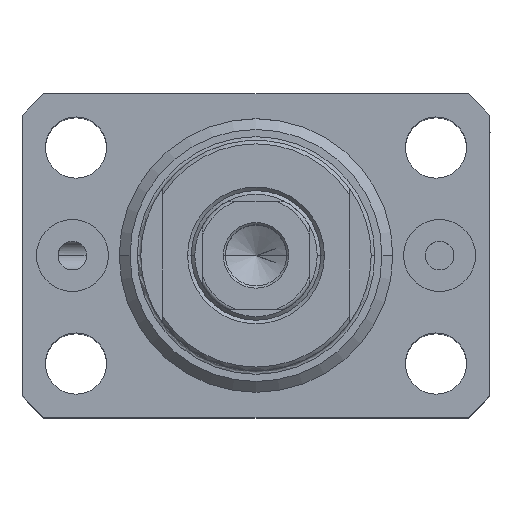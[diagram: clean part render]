
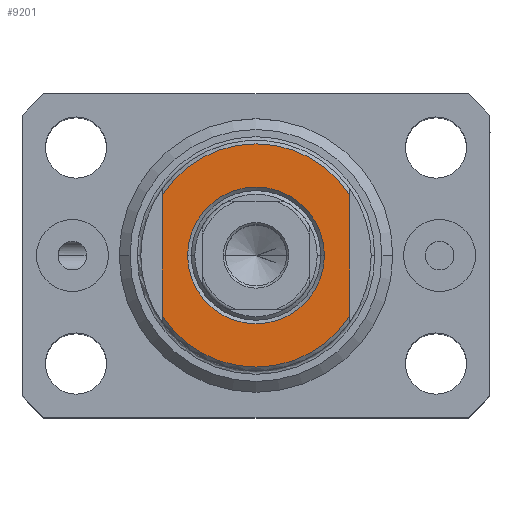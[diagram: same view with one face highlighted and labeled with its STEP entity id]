
A CAD part, top view. The second image highlights one B-rep face of the part: STEP entity #9201.
In plain terms, the highlighted face is planar.
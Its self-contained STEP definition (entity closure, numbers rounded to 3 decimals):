
#174 = VERTEX_POINT ( 'NONE', #3305 ) ;
#831 = DIRECTION ( 'NONE',  ( 0., 0., 1. ) ) ;
#2632 = ORIENTED_EDGE ( 'NONE', *, *, #34197, .T. ) ;
#2670 = EDGE_LOOP ( 'NONE', ( #8312, #30725 ) ) ;
#2737 = EDGE_CURVE ( 'NONE', #10346, #29220, #25489, .T. ) ;
#3305 = CARTESIAN_POINT ( 'NONE',  ( -13., -8.441, -6.5 ) ) ;
#4079 = CARTESIAN_POINT ( 'NONE',  ( 9.5, 0., -6.5 ) ) ;
#4558 = AXIS2_PLACEMENT_3D ( 'NONE', #36919, #43863, #19829 ) ;
#5674 = CARTESIAN_POINT ( 'NONE',  ( 13., -8.441, -6.5 ) ) ;
#8312 = ORIENTED_EDGE ( 'NONE', *, *, #33246, .T. ) ;
#8423 = CIRCLE ( 'NONE', #44263, 9.5 ) ;
#9201 = ADVANCED_FACE ( 'NONE', ( #35223, #30972 ), #24466, .T. ) ;
#9722 = ORIENTED_EDGE ( 'NONE', *, *, #28414, .F. ) ;
#9777 = CARTESIAN_POINT ( 'NONE',  ( 0., 0., -6.5 ) ) ;
#10346 = VERTEX_POINT ( 'NONE', #14715 ) ;
#11436 = DIRECTION ( 'NONE',  ( -1., 0., 0. ) ) ;
#11732 = CIRCLE ( 'NONE', #4558, 9.5 ) ;
#13571 = DIRECTION ( 'NONE',  ( -1., 0., 0. ) ) ;
#14715 = CARTESIAN_POINT ( 'NONE',  ( -13., 8.441, -6.5 ) ) ;
#14791 = CARTESIAN_POINT ( 'NONE',  ( 0., 0., -6.5 ) ) ;
#15904 = ORIENTED_EDGE ( 'NONE', *, *, #2737, .T. ) ;
#16609 = LINE ( 'NONE', #44255, #39624 ) ;
#19829 = DIRECTION ( 'NONE',  ( -1., 0., 0. ) ) ;
#19988 = CARTESIAN_POINT ( 'NONE',  ( 0., 0., -6.5 ) ) ;
#21513 = CARTESIAN_POINT ( 'NONE',  ( 0., 0., -6.5 ) ) ;
#21625 = EDGE_LOOP ( 'NONE', ( #15904, #37840, #2632, #9722 ) ) ;
#22327 = CARTESIAN_POINT ( 'NONE',  ( 13., -43.081, -6.5 ) ) ;
#24466 = PLANE ( 'NONE',  #31373 ) ;
#24797 = AXIS2_PLACEMENT_3D ( 'NONE', #9777, #40554, #13571 ) ;
#24828 = EDGE_CURVE ( 'NONE', #29220, #27892, #26395, .T. ) ;
#25489 = CIRCLE ( 'NONE', #24797, 15.5 ) ;
#26341 = CARTESIAN_POINT ( 'NONE',  ( 13., 8.441, -6.5 ) ) ;
#26395 = LINE ( 'NONE', #22327, #35216 ) ;
#26767 = DIRECTION ( 'NONE',  ( 0., 0., -1. ) ) ;
#27858 = DIRECTION ( 'NONE',  ( 0., 0., -1. ) ) ;
#27892 = VERTEX_POINT ( 'NONE', #5674 ) ;
#28074 = CARTESIAN_POINT ( 'NONE',  ( -9.5, 0., -6.5 ) ) ;
#28192 = AXIS2_PLACEMENT_3D ( 'NONE', #19988, #26767, #39795 ) ;
#28414 = EDGE_CURVE ( 'NONE', #10346, #174, #16609, .T. ) ;
#29220 = VERTEX_POINT ( 'NONE', #26341 ) ;
#29903 = VERTEX_POINT ( 'NONE', #4079 ) ;
#30725 = ORIENTED_EDGE ( 'NONE', *, *, #37922, .T. ) ;
#30972 = FACE_OUTER_BOUND ( 'NONE', #21625, .T. ) ;
#31373 = AXIS2_PLACEMENT_3D ( 'NONE', #21513, #27858, #41744 ) ;
#33246 = EDGE_CURVE ( 'NONE', #44489, #29903, #8423, .T. ) ;
#34197 = EDGE_CURVE ( 'NONE', #27892, #174, #38188, .T. ) ;
#35216 = VECTOR ( 'NONE', #40093, 1000. ) ;
#35223 = FACE_BOUND ( 'NONE', #2670, .T. ) ;
#36919 = CARTESIAN_POINT ( 'NONE',  ( 0., 0., -6.5 ) ) ;
#37840 = ORIENTED_EDGE ( 'NONE', *, *, #24828, .T. ) ;
#37922 = EDGE_CURVE ( 'NONE', #29903, #44489, #11732, .T. ) ;
#38188 = CIRCLE ( 'NONE', #28192, 15.5 ) ;
#39624 = VECTOR ( 'NONE', #40675, 1000. ) ;
#39795 = DIRECTION ( 'NONE',  ( -1., 0., 0. ) ) ;
#40093 = DIRECTION ( 'NONE',  ( 0., -1., 0. ) ) ;
#40554 = DIRECTION ( 'NONE',  ( 0., 0., -1. ) ) ;
#40675 = DIRECTION ( 'NONE',  ( 0., -1., 0. ) ) ;
#41744 = DIRECTION ( 'NONE',  ( -1., 0., 0. ) ) ;
#43863 = DIRECTION ( 'NONE',  ( 0., 0., 1. ) ) ;
#44255 = CARTESIAN_POINT ( 'NONE',  ( -13., -43.081, -6.5 ) ) ;
#44263 = AXIS2_PLACEMENT_3D ( 'NONE', #14791, #831, #11436 ) ;
#44489 = VERTEX_POINT ( 'NONE', #28074 ) ;
